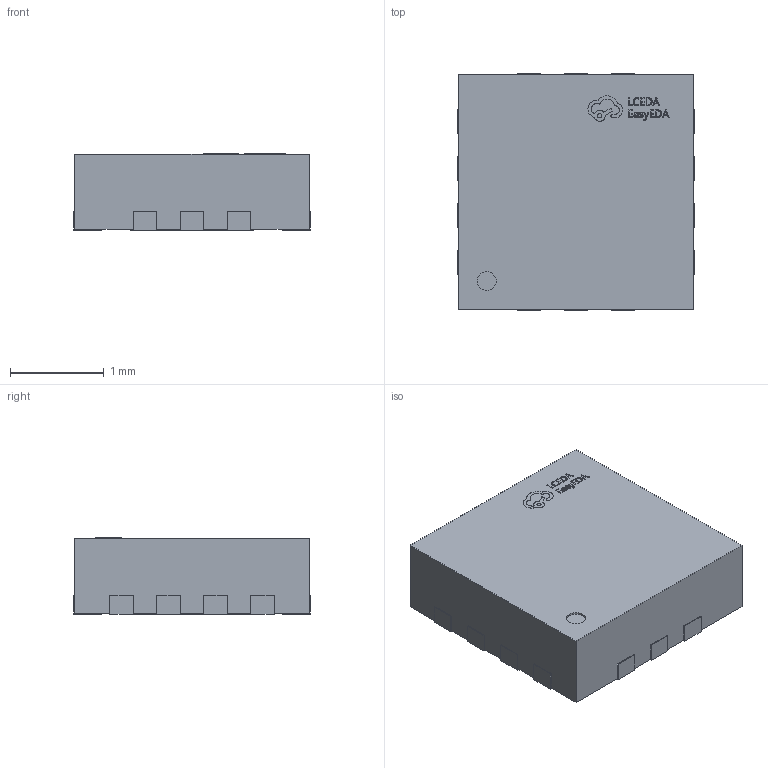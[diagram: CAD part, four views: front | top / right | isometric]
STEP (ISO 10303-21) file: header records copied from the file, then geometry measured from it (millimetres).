
FILE_DESCRIPTION (( 'STEP AP214' ), '1' );
FILE_NAME ('MLP-14_L2.5-W2.5-H0.8-P0.50.step', '2022-07-05T11:14:39', ( '' ), ( '' ), 'SwSTEP 2.0', 'SolidWorks 2020', '' );
FILE_SCHEMA (( 'AUTOMOTIVE_DESIGN' ));
Length unit declared in the file: millimetre
Products named in the file (1): MLP-14_L2.5-W2.5-H0.8-P0.50
Bounding box: 2.52 x 2.52 x 0.81 mm (x, y, z)
Volume: 5 mm3; surface area: 20.8 mm2
Topology: 1 solids, 1 shells, 323 faces, 900 edges, 600 vertices
Faces by surface type: plane 223, bspline 98, cylinder 2
Entity records: 14326 total; most frequent: CARTESIAN_POINT 3130, ORIENTED_EDGE 1800, DIRECTION 1156, EDGE_CURVE 900, LINE 696, VECTOR 696, VERTEX_POINT 600, EDGE_LOOP 344
